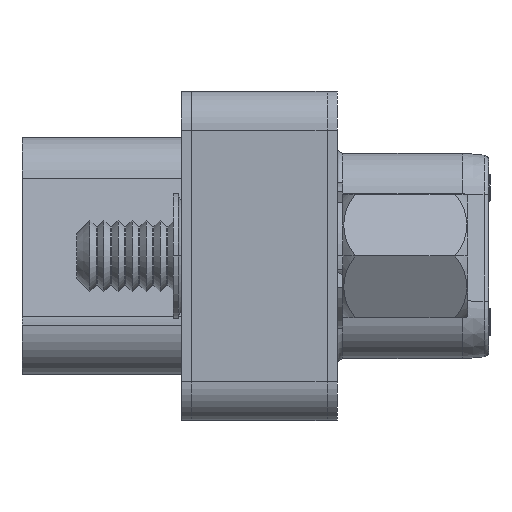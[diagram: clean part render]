
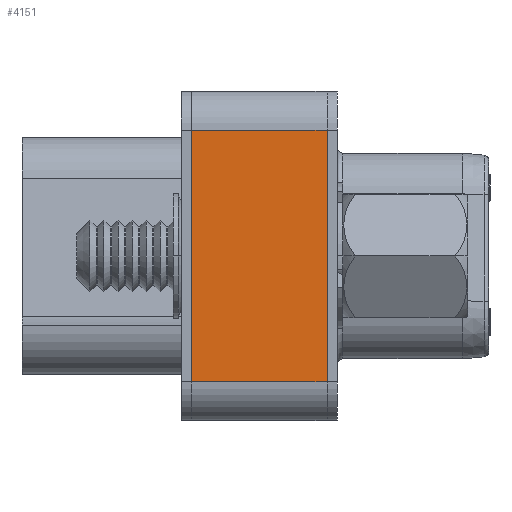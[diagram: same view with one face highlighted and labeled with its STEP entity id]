
A CAD part, left-side view. The second image highlights one B-rep face of the part: STEP entity #4151.
In plain terms, the highlighted planar face has unit normal (-1, 0, 0).
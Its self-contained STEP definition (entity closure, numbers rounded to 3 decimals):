
#229 = CARTESIAN_POINT ( 'NONE',  ( -26.675, 2.6, -4.825 ) ) ;
#543 = EDGE_CURVE ( 'NONE', #24511, #9189, #8508, .T. ) ;
#846 = VERTEX_POINT ( 'NONE', #3985 ) ;
#1192 = LINE ( 'NONE', #13698, #6305 ) ;
#2762 = FACE_OUTER_BOUND ( 'NONE', #16521, .T. ) ;
#3985 = CARTESIAN_POINT ( 'NONE',  ( -26.675, -2.6, 4.825 ) ) ;
#4079 = ORIENTED_EDGE ( 'NONE', *, *, #19712, .T. ) ;
#4151 = ADVANCED_FACE ( 'NONE', ( #2762 ), #14902, .F. ) ;
#6305 = VECTOR ( 'NONE', #13578, 1000. ) ;
#7080 = EDGE_CURVE ( 'NONE', #24511, #23576, #1192, .T. ) ;
#8508 = LINE ( 'NONE', #16025, #25080 ) ;
#9185 = EDGE_CURVE ( 'NONE', #9189, #846, #19468, .T. ) ;
#9189 = VERTEX_POINT ( 'NONE', #10689 ) ;
#10689 = CARTESIAN_POINT ( 'NONE',  ( -26.675, 2.6, 4.825 ) ) ;
#10759 = DIRECTION ( 'NONE',  ( 0., -1., 0. ) ) ;
#11663 = VECTOR ( 'NONE', #10759, 1000. ) ;
#13231 = CARTESIAN_POINT ( 'NONE',  ( -26.675, -2.6, 4.825 ) ) ;
#13349 = CARTESIAN_POINT ( 'NONE',  ( -26.675, 2.6, 4.825 ) ) ;
#13578 = DIRECTION ( 'NONE',  ( 0., -1., 0. ) ) ;
#13698 = CARTESIAN_POINT ( 'NONE',  ( -26.675, 2.6, -4.825 ) ) ;
#14482 = DIRECTION ( 'NONE',  ( 0., 0., -1. ) ) ;
#14620 = DIRECTION ( 'NONE',  ( 1., 0., 0. ) ) ;
#14902 = PLANE ( 'NONE',  #15309 ) ;
#15153 = CARTESIAN_POINT ( 'NONE',  ( -26.675, 2.6, 4.825 ) ) ;
#15309 = AXIS2_PLACEMENT_3D ( 'NONE', #15153, #14620, #14482 ) ;
#16025 = CARTESIAN_POINT ( 'NONE',  ( -26.675, 2.6, 4.825 ) ) ;
#16521 = EDGE_LOOP ( 'NONE', ( #4079, #24192, #37701, #37278 ) ) ;
#16909 = CARTESIAN_POINT ( 'NONE',  ( -26.675, -2.6, -4.825 ) ) ;
#17550 = DIRECTION ( 'NONE',  ( 0., 0., 1. ) ) ;
#19468 = LINE ( 'NONE', #13349, #11663 ) ;
#19712 = EDGE_CURVE ( 'NONE', #23576, #846, #30688, .T. ) ;
#22088 = DIRECTION ( 'NONE',  ( 0., 0., 1. ) ) ;
#22805 = VECTOR ( 'NONE', #22088, 1000. ) ;
#23576 = VERTEX_POINT ( 'NONE', #16909 ) ;
#24192 = ORIENTED_EDGE ( 'NONE', *, *, #9185, .F. ) ;
#24511 = VERTEX_POINT ( 'NONE', #229 ) ;
#25080 = VECTOR ( 'NONE', #17550, 1000. ) ;
#30688 = LINE ( 'NONE', #13231, #22805 ) ;
#37278 = ORIENTED_EDGE ( 'NONE', *, *, #7080, .T. ) ;
#37701 = ORIENTED_EDGE ( 'NONE', *, *, #543, .F. ) ;
